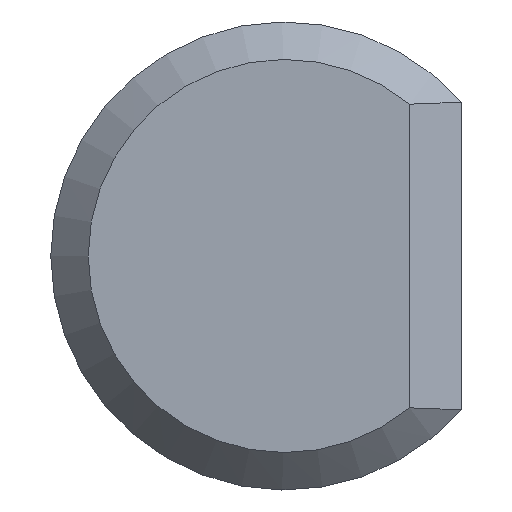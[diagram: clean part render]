
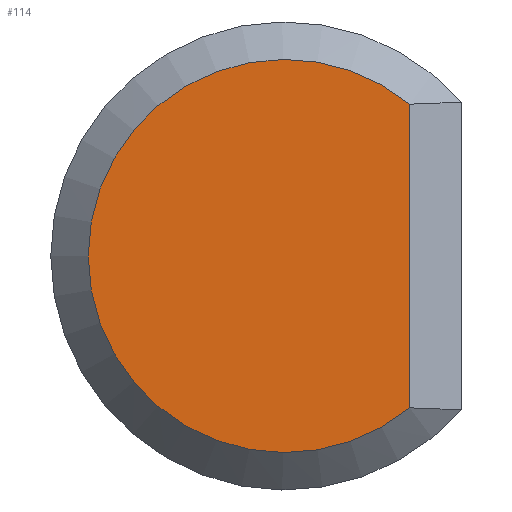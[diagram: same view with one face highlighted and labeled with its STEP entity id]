
A CAD part, front view. The second image highlights one B-rep face of the part: STEP entity #114.
In plain terms, the highlighted planar face has unit normal (0, -1, 0).
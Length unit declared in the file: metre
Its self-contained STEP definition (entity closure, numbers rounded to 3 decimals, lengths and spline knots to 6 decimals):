
#19=CIRCLE('',#138,0.0021);
#38=ORIENTED_EDGE('',*,*,#58,.T.);
#39=ORIENTED_EDGE('',*,*,#59,.F.);
#58=EDGE_CURVE('',#68,#69,#77,.T.);
#59=EDGE_CURVE('',#68,#69,#19,.T.);
#68=VERTEX_POINT('',#230);
#69=VERTEX_POINT('',#231);
#77=LINE('',#229,#86);
#86=VECTOR('',#165,1.);
#93=EDGE_LOOP('',(#38,#39));
#101=FACE_BOUND('',#93,.T.);
#107=PLANE('',#137);
#114=ADVANCED_FACE('',(#101),#107,.T.);
#137=AXIS2_PLACEMENT_3D('',#228,#163,#164);
#138=AXIS2_PLACEMENT_3D('',#232,#166,#167);
#163=DIRECTION('',(0.,-1.,0.));
#164=DIRECTION('',(1.,0.,0.));
#165=DIRECTION('',(0.,0.,1.));
#166=DIRECTION('',(0.,1.,0.));
#167=DIRECTION('',(1.,0.,0.));
#228=CARTESIAN_POINT('',(-0.000308,-0.05,0.));
#229=CARTESIAN_POINT('',(0.001334,-0.05,0.));
#230=CARTESIAN_POINT('',(0.001334,-0.05,-0.001622));
#231=CARTESIAN_POINT('',(0.001334,-0.05,0.001622));
#232=CARTESIAN_POINT('',(0.,-0.05,0.));
